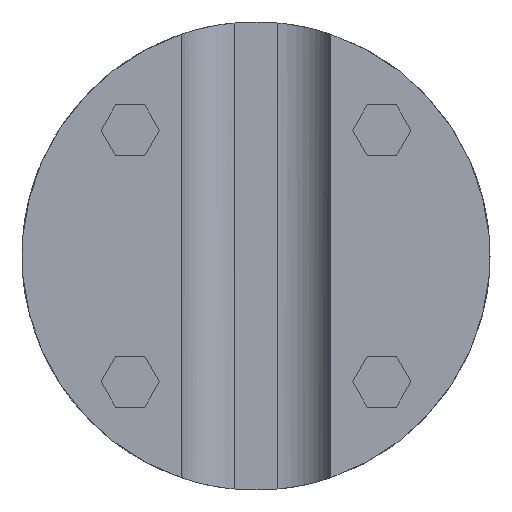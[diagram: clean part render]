
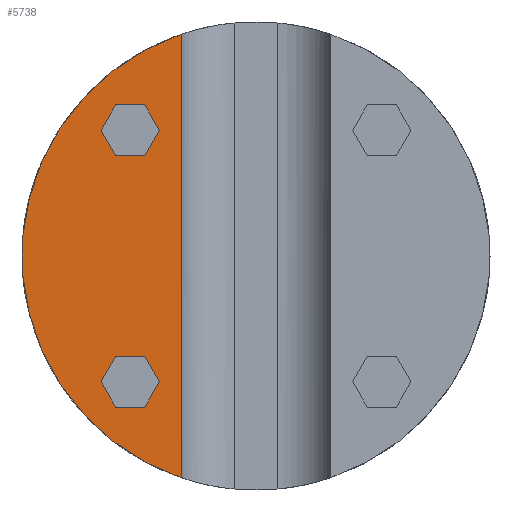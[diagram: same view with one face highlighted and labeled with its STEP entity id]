
A CAD part, front view. The second image highlights one B-rep face of the part: STEP entity #5738.
In plain terms, the highlighted planar face has unit normal (0, -1, 0).
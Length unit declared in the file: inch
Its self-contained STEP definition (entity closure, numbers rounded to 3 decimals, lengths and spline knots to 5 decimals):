
#1050=CARTESIAN_POINT('',(-0.74994,0.,-0.537));
#1051=VERTEX_POINT('',#1050);
#1058=CARTESIAN_POINT('',(-0.82788,0.,-0.672));
#1059=VERTEX_POINT('',#1058);
#1060=CARTESIAN_POINT('',(-0.82788,0.,-0.672));
#1061=DIRECTION('',(0.5,0.0,0.866));
#1062=VECTOR('',#1061,0.15588);
#1063=LINE('',#1060,#1062);
#1064=EDGE_CURVE('',#1059,#1051,#1063,.T.);
#1089=CARTESIAN_POINT('',(-0.74994,0.,-0.807));
#1090=VERTEX_POINT('',#1089);
#1091=CARTESIAN_POINT('',(-0.74994,0.,-0.807));
#1092=DIRECTION('',(-0.5,0.0,0.866));
#1093=VECTOR('',#1092,0.15588);
#1094=LINE('',#1091,#1093);
#1095=EDGE_CURVE('',#1090,#1059,#1094,.T.);
#1120=CARTESIAN_POINT('',(-0.59406,0.,-0.807));
#1121=VERTEX_POINT('',#1120);
#1122=CARTESIAN_POINT('',(-0.59406,0.,-0.807));
#1123=DIRECTION('',(-1.0,0.0,0.0));
#1124=VECTOR('',#1123,0.15588);
#1125=LINE('',#1122,#1124);
#1126=EDGE_CURVE('',#1121,#1090,#1125,.T.);
#1151=CARTESIAN_POINT('',(-0.51612,0.,-0.672));
#1152=VERTEX_POINT('',#1151);
#1153=CARTESIAN_POINT('',(-0.51612,0.,-0.672));
#1154=DIRECTION('',(-0.5,0.0,-0.866));
#1155=VECTOR('',#1154,0.15588);
#1156=LINE('',#1153,#1155);
#1157=EDGE_CURVE('',#1152,#1121,#1156,.T.);
#1182=CARTESIAN_POINT('',(-0.59406,0.,-0.537));
#1183=VERTEX_POINT('',#1182);
#1184=CARTESIAN_POINT('',(-0.59406,0.,-0.537));
#1185=DIRECTION('',(0.5,0.0,-0.866));
#1186=VECTOR('',#1185,0.15588);
#1187=LINE('',#1184,#1186);
#1188=EDGE_CURVE('',#1183,#1152,#1187,.T.);
#1211=CARTESIAN_POINT('',(-0.74994,0.,-0.537));
#1212=DIRECTION('',(1.0,0.0,0.0));
#1213=VECTOR('',#1212,0.15588);
#1214=LINE('',#1211,#1213);
#1215=EDGE_CURVE('',#1051,#1183,#1214,.T.);
#5521=CARTESIAN_POINT('',(-0.4,0.0,-1.18427));
#5522=VERTEX_POINT('',#5521);
#5536=CARTESIAN_POINT('',(-0.4,0.0,1.18427));
#5537=VERTEX_POINT('',#5536);
#5538=CARTESIAN_POINT('',(0.0,0.0,0.0));
#5539=DIRECTION('',(0.0,-1.0,0.0));
#5540=DIRECTION('',(1.0,0.0,0.0));
#5541=AXIS2_PLACEMENT_3D('',#5538,#5539,#5540);
#5542=CIRCLE('',#5541,1.25);
#5543=EDGE_CURVE('',#5537,#5522,#5542,.T.);
#5643=CARTESIAN_POINT('',(-0.4,0.0,-1.18427));
#5644=DIRECTION('',(0.0,0.0,1.0));
#5645=VECTOR('',#5644,2.36854);
#5646=LINE('',#5643,#5645);
#5647=EDGE_CURVE('',#5522,#5537,#5646,.T.);
#5671=CARTESIAN_POINT('',(0.0,0.0,0.0));
#5672=DIRECTION('',(0.0,-1.0,0.0));
#5673=DIRECTION('',(0.0,0.0,-1.0));
#5674=AXIS2_PLACEMENT_3D('',#5671,#5672,#5673);
#5675=PLANE('',#5674);
#5676=ORIENTED_EDGE('',*,*,#5647,.T.);
#5677=ORIENTED_EDGE('',*,*,#5543,.T.);
#5678=EDGE_LOOP('',(#5676,#5677));
#5679=FACE_OUTER_BOUND('',#5678,.T.);
#5680=CARTESIAN_POINT('',(-0.82788,0.,0.672));
#5681=VERTEX_POINT('',#5680);
#5682=CARTESIAN_POINT('',(-0.74994,0.,0.807));
#5683=VERTEX_POINT('',#5682);
#5684=CARTESIAN_POINT('',(-0.82788,0.,0.672));
#5685=DIRECTION('',(0.5,0.0,0.866));
#5686=VECTOR('',#5685,0.15588);
#5687=LINE('',#5684,#5686);
#5688=EDGE_CURVE('',#5681,#5683,#5687,.T.);
#5689=ORIENTED_EDGE('',*,*,#5688,.T.);
#5690=CARTESIAN_POINT('',(-0.59406,0.,0.807));
#5691=VERTEX_POINT('',#5690);
#5692=CARTESIAN_POINT('',(-0.74994,0.,0.807));
#5693=DIRECTION('',(1.0,0.0,0.0));
#5694=VECTOR('',#5693,0.15588);
#5695=LINE('',#5692,#5694);
#5696=EDGE_CURVE('',#5683,#5691,#5695,.T.);
#5697=ORIENTED_EDGE('',*,*,#5696,.T.);
#5698=CARTESIAN_POINT('',(-0.51612,0.,0.672));
#5699=VERTEX_POINT('',#5698);
#5700=CARTESIAN_POINT('',(-0.59406,0.,0.807));
#5701=DIRECTION('',(0.5,0.0,-0.866));
#5702=VECTOR('',#5701,0.15588);
#5703=LINE('',#5700,#5702);
#5704=EDGE_CURVE('',#5691,#5699,#5703,.T.);
#5705=ORIENTED_EDGE('',*,*,#5704,.T.);
#5706=CARTESIAN_POINT('',(-0.59406,0.,0.537));
#5707=VERTEX_POINT('',#5706);
#5708=CARTESIAN_POINT('',(-0.51612,0.,0.672));
#5709=DIRECTION('',(-0.5,0.0,-0.866));
#5710=VECTOR('',#5709,0.15588);
#5711=LINE('',#5708,#5710);
#5712=EDGE_CURVE('',#5699,#5707,#5711,.T.);
#5713=ORIENTED_EDGE('',*,*,#5712,.T.);
#5714=CARTESIAN_POINT('',(-0.74994,0.,0.537));
#5715=VERTEX_POINT('',#5714);
#5716=CARTESIAN_POINT('',(-0.59406,0.,0.537));
#5717=DIRECTION('',(-1.0,0.0,0.0));
#5718=VECTOR('',#5717,0.15588);
#5719=LINE('',#5716,#5718);
#5720=EDGE_CURVE('',#5707,#5715,#5719,.T.);
#5721=ORIENTED_EDGE('',*,*,#5720,.T.);
#5722=CARTESIAN_POINT('',(-0.74994,0.,0.537));
#5723=DIRECTION('',(-0.5,0.0,0.866));
#5724=VECTOR('',#5723,0.15588);
#5725=LINE('',#5722,#5724);
#5726=EDGE_CURVE('',#5715,#5681,#5725,.T.);
#5727=ORIENTED_EDGE('',*,*,#5726,.T.);
#5728=EDGE_LOOP('',(#5689,#5697,#5705,#5713,#5721,#5727));
#5729=FACE_BOUND('',#5728,.T.);
#5730=ORIENTED_EDGE('',*,*,#1064,.T.);
#5731=ORIENTED_EDGE('',*,*,#1215,.T.);
#5732=ORIENTED_EDGE('',*,*,#1188,.T.);
#5733=ORIENTED_EDGE('',*,*,#1157,.T.);
#5734=ORIENTED_EDGE('',*,*,#1126,.T.);
#5735=ORIENTED_EDGE('',*,*,#1095,.T.);
#5736=EDGE_LOOP('',(#5730,#5731,#5732,#5733,#5734,#5735));
#5737=FACE_BOUND('',#5736,.T.);
#5738=ADVANCED_FACE('',(#5679,#5729,#5737),#5675,.T.);
